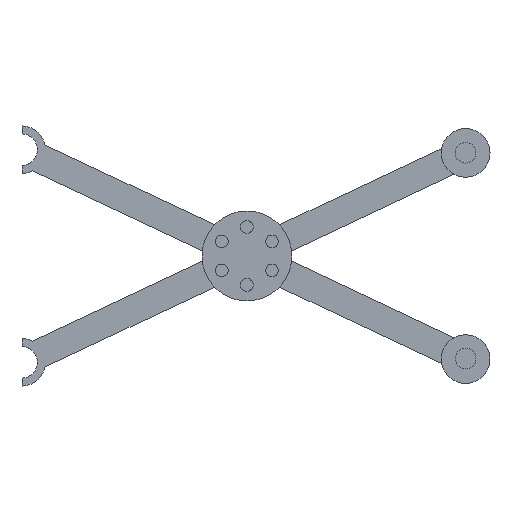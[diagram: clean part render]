
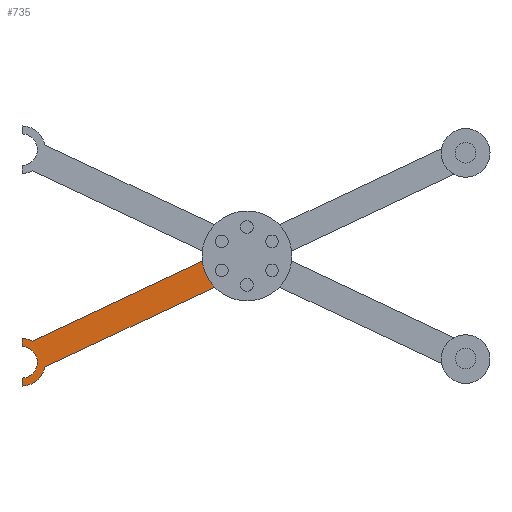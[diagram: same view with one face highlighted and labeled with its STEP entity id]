
A CAD part, top view. The second image highlights one B-rep face of the part: STEP entity #735.
In plain terms, the highlighted planar face has unit normal (0, 0, 1).
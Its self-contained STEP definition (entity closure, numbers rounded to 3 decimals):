
#69=PLANE('',#820);
#105=FACE_OUTER_BOUND('',#157,.T.);
#157=EDGE_LOOP('',(#547,#548,#549,#550,#551,#552,#553,#554));
#195=LINE('',#1206,#238);
#196=LINE('',#1210,#239);
#197=LINE('',#1214,#240);
#198=LINE('',#1217,#241);
#238=VECTOR('',#983,10.);
#239=VECTOR('',#986,10.);
#240=VECTOR('',#989,10.);
#241=VECTOR('',#992,10.);
#291=CIRCLE('',#821,14.);
#292=CIRCLE('',#822,7.5);
#293=CIRCLE('',#823,5.);
#294=CIRCLE('',#824,7.5);
#341=VERTEX_POINT('',#1202);
#342=VERTEX_POINT('',#1203);
#343=VERTEX_POINT('',#1205);
#344=VERTEX_POINT('',#1207);
#345=VERTEX_POINT('',#1209);
#346=VERTEX_POINT('',#1211);
#347=VERTEX_POINT('',#1213);
#348=VERTEX_POINT('',#1215);
#419=EDGE_CURVE('',#341,#342,#291,.T.);
#420=EDGE_CURVE('',#342,#343,#195,.T.);
#421=EDGE_CURVE('',#343,#344,#292,.T.);
#422=EDGE_CURVE('',#344,#345,#196,.T.);
#423=EDGE_CURVE('',#345,#346,#293,.T.);
#424=EDGE_CURVE('',#346,#347,#197,.T.);
#425=EDGE_CURVE('',#347,#348,#294,.T.);
#426=EDGE_CURVE('',#348,#341,#198,.T.);
#547=ORIENTED_EDGE('',*,*,#419,.T.);
#548=ORIENTED_EDGE('',*,*,#420,.T.);
#549=ORIENTED_EDGE('',*,*,#421,.T.);
#550=ORIENTED_EDGE('',*,*,#422,.T.);
#551=ORIENTED_EDGE('',*,*,#423,.T.);
#552=ORIENTED_EDGE('',*,*,#424,.T.);
#553=ORIENTED_EDGE('',*,*,#425,.T.);
#554=ORIENTED_EDGE('',*,*,#426,.T.);
#735=ADVANCED_FACE('',(#105),#69,.T.);
#820=AXIS2_PLACEMENT_3D('',#1201,#979,#980);
#821=AXIS2_PLACEMENT_3D('',#1204,#981,#982);
#822=AXIS2_PLACEMENT_3D('',#1208,#984,#985);
#823=AXIS2_PLACEMENT_3D('',#1212,#987,#988);
#824=AXIS2_PLACEMENT_3D('',#1216,#990,#991);
#979=DIRECTION('center_axis',(0.,0.,1.));
#980=DIRECTION('ref_axis',(-1.,0.,0.));
#981=DIRECTION('center_axis',(0.,0.,-1.));
#982=DIRECTION('ref_axis',(-1.,0.,0.));
#983=DIRECTION('',(-0.905,-0.426,0.));
#984=DIRECTION('center_axis',(0.,0.,1.));
#985=DIRECTION('ref_axis',(-1.,0.,0.));
#986=DIRECTION('',(0.,-1.,0.));
#987=DIRECTION('center_axis',(0.,0.,-1.));
#988=DIRECTION('ref_axis',(-1.,0.,0.));
#989=DIRECTION('',(0.,-1.,0.));
#990=DIRECTION('center_axis',(0.,0.,1.));
#991=DIRECTION('ref_axis',(-1.,0.,0.));
#992=DIRECTION('',(0.905,0.426,0.));
#1201=CARTESIAN_POINT('Origin',(154.997,67.318,-5.));
#1202=CARTESIAN_POINT('',(216.024,57.568,-5.));
#1203=CARTESIAN_POINT('',(212.159,65.747,-5.));
#1204=CARTESIAN_POINT('Origin',(226.071,67.318,-5.));
#1205=CARTESIAN_POINT('',(158.511,40.462,-5.));
#1206=CARTESIAN_POINT('',(162.252,42.225,-5.));
#1207=CARTESIAN_POINT('',(155.152,41.319,-5.));
#1208=CARTESIAN_POINT('Origin',(155.027,33.82,-5.));
#1209=CARTESIAN_POINT('',(155.152,38.819,-5.));
#1210=CARTESIAN_POINT('',(155.152,81.568,-5.));
#1211=CARTESIAN_POINT('',(155.152,28.822,-5.));
#1212=CARTESIAN_POINT('Origin',(155.027,33.82,-5.));
#1213=CARTESIAN_POINT('',(155.152,26.321,-5.));
#1214=CARTESIAN_POINT('',(155.152,48.07,-5.));
#1215=CARTESIAN_POINT('',(162.367,32.28,-5.));
#1216=CARTESIAN_POINT('Origin',(155.027,33.82,-5.));
#1217=CARTESIAN_POINT('',(155.027,28.82,-5.));
